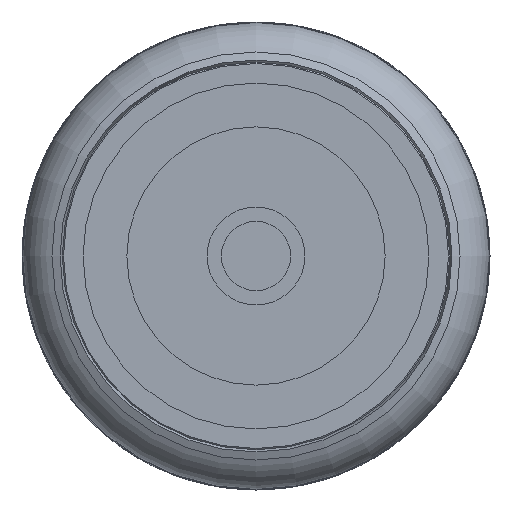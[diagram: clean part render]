
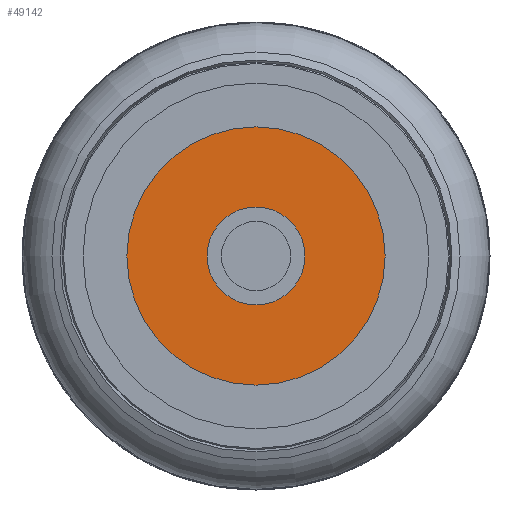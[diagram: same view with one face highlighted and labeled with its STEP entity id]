
A CAD part, left-side view. The second image highlights one B-rep face of the part: STEP entity #49142.
In plain terms, the highlighted planar face has unit normal (-1, 0, 0).
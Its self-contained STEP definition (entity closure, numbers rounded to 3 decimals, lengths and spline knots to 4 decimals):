
#8861=CIRCLE('',#81692,1.12);
#8862=CIRCLE('',#81694,0.35);
#9186=ORIENTED_EDGE('',*,*,#25457,.T.);
#9187=ORIENTED_EDGE('',*,*,#25456,.F.);
#25456=EDGE_CURVE('',#33599,#33599,#8861,.F.);
#25457=EDGE_CURVE('',#33600,#33600,#8862,.T.);
#33599=VERTEX_POINT('',#84823);
#33600=VERTEX_POINT('',#84826);
#40880=EDGE_LOOP('',(#9186));
#40881=EDGE_LOOP('',(#9187));
#44988=FACE_BOUND('',#40880,.T.);
#44989=FACE_BOUND('',#40881,.T.);
#49076=PLANE('',#81693);
#49142=ADVANCED_FACE('',(#44988,#44989),#49076,.T.);
#81692=AXIS2_PLACEMENT_3D('',#84822,#82709,#82710);
#81693=AXIS2_PLACEMENT_3D('',#84824,#82711,#82712);
#81694=AXIS2_PLACEMENT_3D('',#84825,#82713,#82714);
#82709=DIRECTION('',(-1.,0.,0.));
#82710=DIRECTION('',(0.,0.,1.));
#82711=DIRECTION('',(-1.,0.,0.));
#82712=DIRECTION('',(0.,0.,1.));
#82713=DIRECTION('',(1.,0.,0.));
#82714=DIRECTION('',(0.,-1.,0.));
#84822=CARTESIAN_POINT('',(-1.925,0.,0.));
#84823=CARTESIAN_POINT('',(-1.925,0.,1.12));
#84824=CARTESIAN_POINT('',(-1.925,0.,0.));
#84825=CARTESIAN_POINT('',(-1.925,0.,0.));
#84826=CARTESIAN_POINT('',(-1.925,-0.35,0.));
